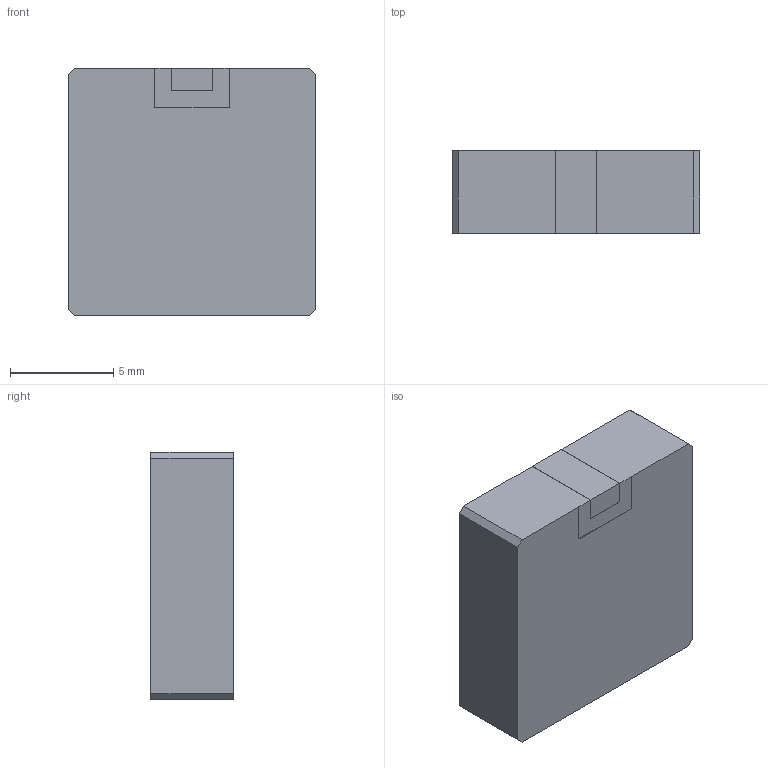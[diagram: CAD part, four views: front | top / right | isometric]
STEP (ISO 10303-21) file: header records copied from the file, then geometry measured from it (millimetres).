
FILE_DESCRIPTION (( 'STEP AP214' ), '1' );
FILE_NAME ('SWLP.2450.12.4.B.02.STEP', '2017-11-07T07:11:12', ( '' ), ( '' ), 'SwSTEP 2.0', 'SolidWorks 2016', '' );
FILE_SCHEMA (( 'AUTOMOTIVE_DESIGN' ));
Length unit declared in the file: millimetre
Products named in the file (1): SWLP.2450.12.4.B.02
Bounding box: 12 x 4.03 x 12.01 mm (x, y, z)
Volume: 577.6 mm3; surface area: 478.3 mm2
Topology: 1 solids, 1 shells, 130 faces, 348 edges, 232 vertices
Faces by surface type: plane 90, bspline 40
Entity records: 7283 total; most frequent: CARTESIAN_POINT 2959, ORIENTED_EDGE 696, DIRECTION 450, EDGE_CURVE 348, VECTOR 268, LINE 268, VERTEX_POINT 232, EDGE_LOOP 142
